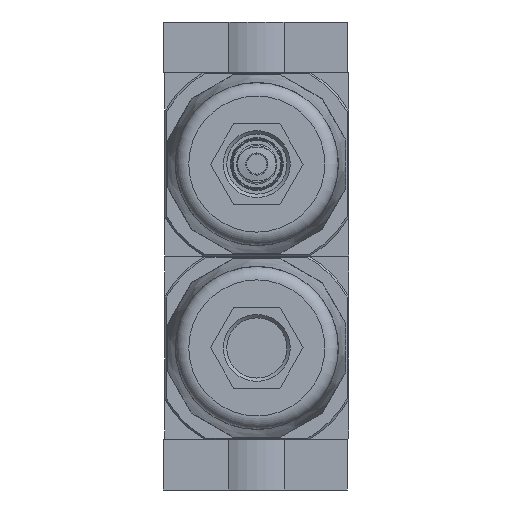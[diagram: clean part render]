
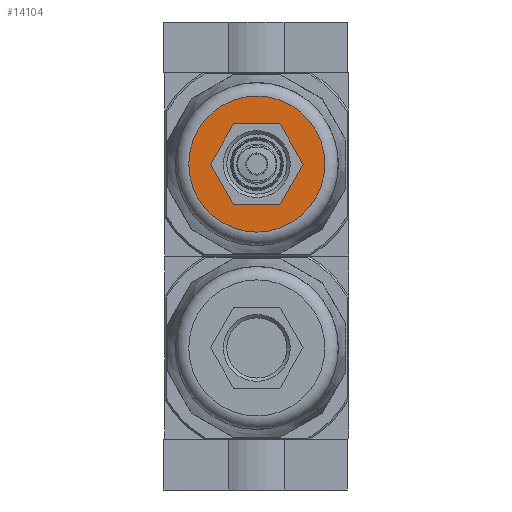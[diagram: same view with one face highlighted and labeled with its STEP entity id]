
A CAD part, front view. The second image highlights one B-rep face of the part: STEP entity #14104.
In plain terms, the highlighted planar face has unit normal (0, -1, 0).
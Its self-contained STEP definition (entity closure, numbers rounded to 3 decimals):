
#1328=CIRCLE('',#20235,20.35);
#3455=ORIENTED_EDGE('',*,*,#6724,.T.);
#3456=ORIENTED_EDGE('',*,*,#6723,.T.);
#3457=ORIENTED_EDGE('',*,*,#6721,.T.);
#3458=ORIENTED_EDGE('',*,*,#6719,.T.);
#3459=ORIENTED_EDGE('',*,*,#6717,.T.);
#3460=ORIENTED_EDGE('',*,*,#6715,.T.);
#3461=ORIENTED_EDGE('',*,*,#6713,.T.);
#6713=EDGE_CURVE('',#8511,#8510,#9678,.T.);
#6715=EDGE_CURVE('',#8512,#8511,#9680,.T.);
#6717=EDGE_CURVE('',#8513,#8512,#9682,.T.);
#6719=EDGE_CURVE('',#8514,#8513,#9684,.T.);
#6721=EDGE_CURVE('',#8515,#8514,#9686,.T.);
#6723=EDGE_CURVE('',#8510,#8515,#9688,.T.);
#6724=EDGE_CURVE('',#8516,#8516,#1328,.T.);
#8510=VERTEX_POINT('',#27727);
#8511=VERTEX_POINT('',#27729);
#8512=VERTEX_POINT('',#27733);
#8513=VERTEX_POINT('',#27737);
#8514=VERTEX_POINT('',#27741);
#8515=VERTEX_POINT('',#27745);
#8516=VERTEX_POINT('',#27751);
#9678=LINE('',#27728,#10546);
#9680=LINE('',#27732,#10548);
#9682=LINE('',#27736,#10550);
#9684=LINE('',#27740,#10552);
#9686=LINE('',#27744,#10554);
#9688=LINE('',#27748,#10556);
#10546=VECTOR('',#22911,1000.);
#10548=VECTOR('',#22915,1000.);
#10550=VECTOR('',#22919,1000.);
#10552=VECTOR('',#22923,1000.);
#10554=VECTOR('',#22927,1000.);
#10556=VECTOR('',#22931,1000.);
#11522=EDGE_LOOP('',(#3455));
#11523=EDGE_LOOP('',(#3456,#3457,#3458,#3459,#3460,#3461));
#12642=FACE_BOUND('',#11522,.T.);
#12643=FACE_BOUND('',#11523,.T.);
#13484=PLANE('',#20234);
#14104=ADVANCED_FACE('',(#12642,#12643),#13484,.F.);
#20234=AXIS2_PLACEMENT_3D('',#27749,#22932,#22933);
#20235=AXIS2_PLACEMENT_3D('',#27750,#22934,#22935);
#22911=DIRECTION('',(-0.866,0.,0.5));
#22915=DIRECTION('',(-0.866,0.,-0.5));
#22919=DIRECTION('',(0.,0.,-1.));
#22923=DIRECTION('',(0.866,0.,-0.5));
#22927=DIRECTION('',(0.866,0.,0.5));
#22931=DIRECTION('',(0.,0.,1.));
#22932=DIRECTION('',(0.,1.,0.));
#22933=DIRECTION('',(0.,0.,1.));
#22934=DIRECTION('',(0.,-1.,0.));
#22935=DIRECTION('',(0.,0.,-1.));
#27727=CARTESIAN_POINT('',(-12.,-145.7,-6.928));
#27728=CARTESIAN_POINT('',(0.,-145.7,-13.856));
#27729=CARTESIAN_POINT('',(0.,-145.7,-13.856));
#27732=CARTESIAN_POINT('',(12.,-145.7,-6.928));
#27733=CARTESIAN_POINT('',(12.,-145.7,-6.928));
#27736=CARTESIAN_POINT('',(12.,-145.7,6.928));
#27737=CARTESIAN_POINT('',(12.,-145.7,6.928));
#27740=CARTESIAN_POINT('',(0.,-145.7,13.856));
#27741=CARTESIAN_POINT('',(0.,-145.7,13.856));
#27744=CARTESIAN_POINT('',(-12.,-145.7,6.928));
#27745=CARTESIAN_POINT('',(-12.,-145.7,6.928));
#27748=CARTESIAN_POINT('',(-12.,-145.7,-6.928));
#27749=CARTESIAN_POINT('',(20.35,-145.7,0.));
#27750=CARTESIAN_POINT('',(0.,-145.7,0.));
#27751=CARTESIAN_POINT('',(0.,-145.7,-20.35));
